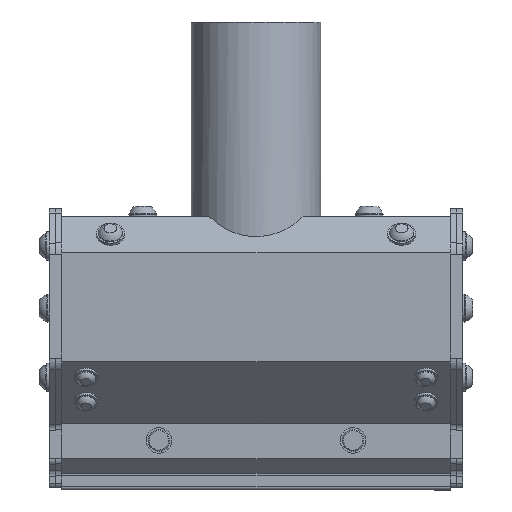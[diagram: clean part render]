
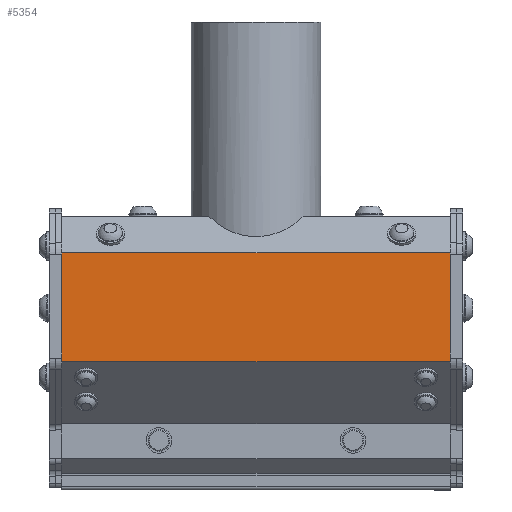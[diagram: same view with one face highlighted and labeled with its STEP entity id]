
A CAD part, top view. The second image highlights one B-rep face of the part: STEP entity #5354.
In plain terms, the highlighted planar face has unit normal (0, 0, 1).
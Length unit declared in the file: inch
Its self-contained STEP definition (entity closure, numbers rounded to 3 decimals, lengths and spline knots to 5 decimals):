
#526=LINE('',#15191,#852);
#529=LINE('',#15197,#855);
#530=LINE('',#15198,#856);
#531=LINE('',#15199,#857);
#852=VECTOR('',#7504,0.3937);
#855=VECTOR('',#7509,0.3937);
#856=VECTOR('',#7510,0.3937);
#857=VECTOR('',#7511,0.3937);
#1059=PLANE('',#5993);
#1398=FACE_OUTER_BOUND('',#1877,.T.);
#1877=EDGE_LOOP('',(#4494,#4495,#4496,#4497));
#2731=VERTEX_POINT('',#15189);
#2732=VERTEX_POINT('',#15190);
#2733=VERTEX_POINT('',#15195);
#2734=VERTEX_POINT('',#15196);
#3394=EDGE_CURVE('',#2731,#2732,#526,.T.);
#3397=EDGE_CURVE('',#2733,#2734,#529,.T.);
#3398=EDGE_CURVE('',#2732,#2734,#530,.T.);
#3399=EDGE_CURVE('',#2733,#2731,#531,.T.);
#4494=ORIENTED_EDGE('',*,*,#3397,.T.);
#4495=ORIENTED_EDGE('',*,*,#3398,.F.);
#4496=ORIENTED_EDGE('',*,*,#3394,.F.);
#4497=ORIENTED_EDGE('',*,*,#3399,.F.);
#5354=ADVANCED_FACE('',(#1398),#1059,.T.);
#5993=AXIS2_PLACEMENT_3D('',#15194,#7507,#7508);
#7504=DIRECTION('',(-1.,0.,0.));
#7507=DIRECTION('center_axis',(0.,0.,
1.));
#7508=DIRECTION('ref_axis',(0.,1.,0.));
#7509=DIRECTION('',(-1.,0.,0.));
#7510=DIRECTION('',(0.,1.,0.));
#7511=DIRECTION('',(0.,-1.,0.));
#15189=CARTESIAN_POINT('',(2.778,-1.64087,1.25029));
#15190=CARTESIAN_POINT('',(-3.222,-1.64087,1.25029));
#15191=CARTESIAN_POINT('',(-0.222,-1.64087,1.25029));
#15194=CARTESIAN_POINT('Origin',(-0.222,-1.64087,1.25029));
#15195=CARTESIAN_POINT('',(2.778,0.04709,1.25029));
#15196=CARTESIAN_POINT('',(-3.222,0.04709,1.25029));
#15197=CARTESIAN_POINT('',(-0.222,0.04709,1.25029));
#15198=CARTESIAN_POINT('',(-3.222,-1.64087,1.25029));
#15199=CARTESIAN_POINT('',(2.778,-1.64087,1.25029));
